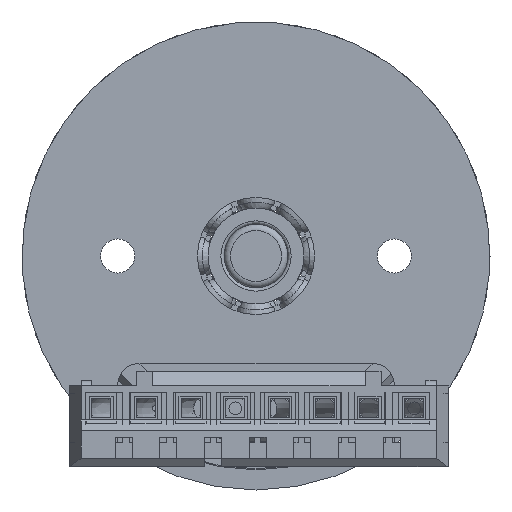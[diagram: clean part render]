
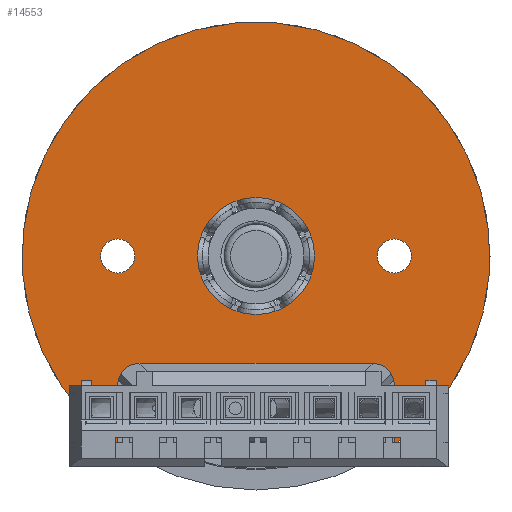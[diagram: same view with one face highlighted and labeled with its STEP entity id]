
A CAD part, front view. The second image highlights one B-rep face of the part: STEP entity #14553.
In plain terms, the highlighted planar face has unit normal (0, -1, 0).
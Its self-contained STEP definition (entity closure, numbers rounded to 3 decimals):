
#393 = AXIS2_PLACEMENT_3D ( 'NONE', #17731, #16446, #16634 ) ;
#638 = FACE_BOUND ( 'NONE', #17937, .T. ) ;
#977 = CIRCLE ( 'NONE', #15247, 0.8 ) ;
#1044 = EDGE_CURVE ( 'NONE', #6597, #15779, #14403, .T. ) ;
#1212 = CARTESIAN_POINT ( 'NONE',  ( 0., 0., -7.3 ) ) ;
#1363 = VECTOR ( 'NONE', #9133, 1000. ) ;
#1444 = DIRECTION ( 'NONE',  ( 0., 1., 0. ) ) ;
#1512 = EDGE_CURVE ( 'NONE', #6597, #11667, #19159, .T. ) ;
#1594 = CIRCLE ( 'NONE', #12446, 0.8 ) ;
#1769 = ORIENTED_EDGE ( 'NONE', *, *, #17615, .F. ) ;
#2780 = CARTESIAN_POINT ( 'NONE',  ( 6.05, 0., -5.5 ) ) ;
#3073 = CARTESIAN_POINT ( 'NONE',  ( 0., 0., 6.5 ) ) ;
#3425 = LINE ( 'NONE', #15107, #9295 ) ;
#3446 = DIRECTION ( 'NONE',  ( 0., -1., 0. ) ) ;
#3469 = CIRCLE ( 'NONE', #393, 1. ) ;
#3718 = AXIS2_PLACEMENT_3D ( 'NONE', #5260, #11013, #12862 ) ;
#3778 = DIRECTION ( 'NONE',  ( 1., 0., 0. ) ) ;
#3822 = CARTESIAN_POINT ( 'NONE',  ( 8.874, 0., -6.5 ) ) ;
#4151 = VERTEX_POINT ( 'NONE', #11654 ) ;
#4291 = VERTEX_POINT ( 'NONE', #1212 ) ;
#4297 = VERTEX_POINT ( 'NONE', #4682 ) ;
#4427 = ORIENTED_EDGE ( 'NONE', *, *, #10114, .T. ) ;
#4655 = CARTESIAN_POINT ( 'NONE',  ( 5.05, 0., 0. ) ) ;
#4682 = CARTESIAN_POINT ( 'NONE',  ( 6.05, 0., 6.5 ) ) ;
#4825 = ORIENTED_EDGE ( 'NONE', *, *, #14185, .F. ) ;
#4831 = AXIS2_PLACEMENT_3D ( 'NONE', #2780, #1444, #11735 ) ;
#4885 = CARTESIAN_POINT ( 'NONE',  ( 2.75, 0., 0. ) ) ;
#5037 = ORIENTED_EDGE ( 'NONE', *, *, #12715, .T. ) ;
#5083 = FACE_BOUND ( 'NONE', #7163, .T. ) ;
#5260 = CARTESIAN_POINT ( 'NONE',  ( 0., 0., 0. ) ) ;
#5698 = ORIENTED_EDGE ( 'NONE', *, *, #10047, .F. ) ;
#6284 = VERTEX_POINT ( 'NONE', #13771 ) ;
#6523 = CARTESIAN_POINT ( 'NONE',  ( 0., 0., 0. ) ) ;
#6597 = VERTEX_POINT ( 'NONE', #17850 ) ;
#6615 = CARTESIAN_POINT ( 'NONE',  ( 5.05, 0., -5.5 ) ) ;
#6661 = CIRCLE ( 'NONE', #17233, 2.75 ) ;
#6902 = VERTEX_POINT ( 'NONE', #14682 ) ;
#7163 = EDGE_LOOP ( 'NONE', ( #1769 ) ) ;
#7167 = CIRCLE ( 'NONE', #3718, 11. ) ;
#7450 = ORIENTED_EDGE ( 'NONE', *, *, #18677, .F. ) ;
#8488 = AXIS2_PLACEMENT_3D ( 'NONE', #4885, #3446, #11026 ) ;
#9133 = DIRECTION ( 'NONE',  ( 0., 0., -1. ) ) ;
#9295 = VECTOR ( 'NONE', #16849, 1000. ) ;
#9559 = PLANE ( 'NONE',  #8488 ) ;
#9840 = CARTESIAN_POINT ( 'NONE',  ( 0., 0., -6.5 ) ) ;
#9924 = EDGE_CURVE ( 'NONE', #12577, #4297, #3425, .T. ) ;
#10047 = EDGE_CURVE ( 'NONE', #4291, #4291, #1594, .T. ) ;
#10092 = EDGE_LOOP ( 'NONE', ( #5698 ) ) ;
#10114 = EDGE_CURVE ( 'NONE', #12577, #15779, #7167, .T. ) ;
#10899 = DIRECTION ( 'NONE',  ( 0., -1., 0. ) ) ;
#11013 = DIRECTION ( 'NONE',  ( 0., -1., 0. ) ) ;
#11026 = DIRECTION ( 'NONE',  ( 0., 0., -1. ) ) ;
#11214 = ORIENTED_EDGE ( 'NONE', *, *, #9924, .F. ) ;
#11537 = ORIENTED_EDGE ( 'NONE', *, *, #1512, .T. ) ;
#11654 = CARTESIAN_POINT ( 'NONE',  ( 0., 0., 5.7 ) ) ;
#11667 = VERTEX_POINT ( 'NONE', #6615 ) ;
#11735 = DIRECTION ( 'NONE',  ( 0., 0., -1. ) ) ;
#11742 = DIRECTION ( 'NONE',  ( 0., -1., 0. ) ) ;
#11770 = LINE ( 'NONE', #4655, #1363 ) ;
#11825 = EDGE_LOOP ( 'NONE', ( #14745, #11537, #4825, #5037, #11214, #4427 ) ) ;
#12254 = DIRECTION ( 'NONE',  ( 0., 0., -1. ) ) ;
#12446 = AXIS2_PLACEMENT_3D ( 'NONE', #9840, #17245, #15894 ) ;
#12478 = FACE_BOUND ( 'NONE', #10092, .T. ) ;
#12577 = VERTEX_POINT ( 'NONE', #17633 ) ;
#12715 = EDGE_CURVE ( 'NONE', #6284, #4297, #3469, .T. ) ;
#12731 = CARTESIAN_POINT ( 'NONE',  ( 2.75, 0., -6.5 ) ) ;
#12862 = DIRECTION ( 'NONE',  ( 0., 0., -1. ) ) ;
#13771 = CARTESIAN_POINT ( 'NONE',  ( 5.05, 0., 5.5 ) ) ;
#14002 = VECTOR ( 'NONE', #3778, 1000. ) ;
#14185 = EDGE_CURVE ( 'NONE', #6284, #11667, #11770, .T. ) ;
#14403 = LINE ( 'NONE', #12731, #14002 ) ;
#14553 = ADVANCED_FACE ( 'NONE', ( #638, #12478, #16863, #5083 ), #9559, .T. ) ;
#14679 = DIRECTION ( 'NONE',  ( 0., 0., -1. ) ) ;
#14682 = CARTESIAN_POINT ( 'NONE',  ( 0., 0., -2.75 ) ) ;
#14745 = ORIENTED_EDGE ( 'NONE', *, *, #1044, .F. ) ;
#15107 = CARTESIAN_POINT ( 'NONE',  ( 2.75, 0., 6.5 ) ) ;
#15247 = AXIS2_PLACEMENT_3D ( 'NONE', #3073, #11742, #14679 ) ;
#15779 = VERTEX_POINT ( 'NONE', #3822 ) ;
#15894 = DIRECTION ( 'NONE',  ( 0., 0., -1. ) ) ;
#16446 = DIRECTION ( 'NONE',  ( 0., 1., 0. ) ) ;
#16634 = DIRECTION ( 'NONE',  ( 0., 0., -1. ) ) ;
#16849 = DIRECTION ( 'NONE',  ( -1., 0., 0. ) ) ;
#16863 = FACE_OUTER_BOUND ( 'NONE', #11825, .T. ) ;
#17233 = AXIS2_PLACEMENT_3D ( 'NONE', #6523, #10899, #12254 ) ;
#17245 = DIRECTION ( 'NONE',  ( 0., -1., 0. ) ) ;
#17615 = EDGE_CURVE ( 'NONE', #6902, #6902, #6661, .T. ) ;
#17633 = CARTESIAN_POINT ( 'NONE',  ( 8.874, 0., 6.5 ) ) ;
#17731 = CARTESIAN_POINT ( 'NONE',  ( 6.05, 0., 5.5 ) ) ;
#17850 = CARTESIAN_POINT ( 'NONE',  ( 6.05, 0., -6.5 ) ) ;
#17937 = EDGE_LOOP ( 'NONE', ( #7450 ) ) ;
#18677 = EDGE_CURVE ( 'NONE', #4151, #4151, #977, .T. ) ;
#19159 = CIRCLE ( 'NONE', #4831, 1. ) ;
